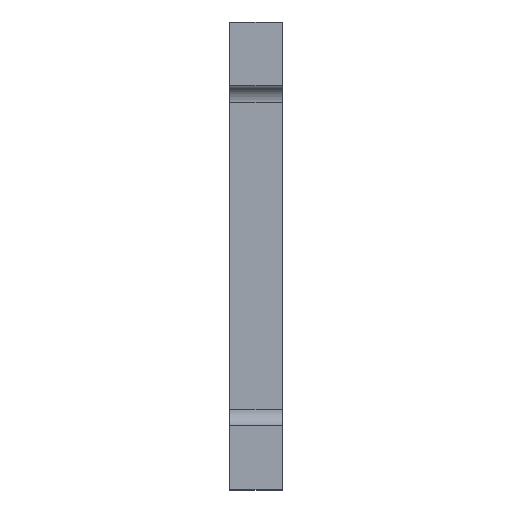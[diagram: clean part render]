
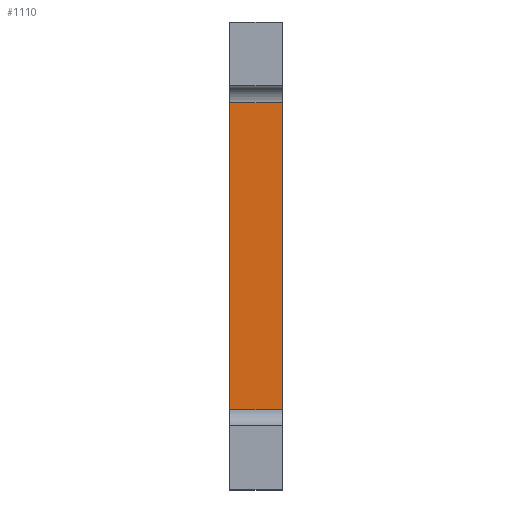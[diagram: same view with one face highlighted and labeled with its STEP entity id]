
A CAD part, top view. The second image highlights one B-rep face of the part: STEP entity #1110.
In plain terms, the highlighted planar face has unit normal (0, 0, 1).
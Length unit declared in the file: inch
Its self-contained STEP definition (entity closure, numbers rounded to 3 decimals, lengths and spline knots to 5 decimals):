
#11=DIRECTION('',(0.,-1.,0.));
#12=VECTOR('',#11,1.136);
#13=CARTESIAN_POINT('',(0.,0.568,-0.35706));
#14=LINE('',#13,#12);
#111=DIRECTION('',(0.,-1.,0.));
#112=VECTOR('',#111,1.136);
#113=CARTESIAN_POINT('',(0.196,0.568,-0.35706));
#114=LINE('',#113,#112);
#253=DIRECTION('',(1.,0.,0.));
#254=VECTOR('',#253,0.196);
#255=CARTESIAN_POINT('',(0.,0.568,-0.35706));
#256=LINE('',#255,#254);
#257=DIRECTION('',(1.,0.,0.));
#258=VECTOR('',#257,0.196);
#259=CARTESIAN_POINT('',(0.,-0.568,-0.35706));
#260=LINE('',#259,#258);
#754=CARTESIAN_POINT('',(0.,0.568,-0.35706));
#755=CARTESIAN_POINT('',(0.196,0.568,-0.35706));
#756=VERTEX_POINT('',#754);
#757=VERTEX_POINT('',#755);
#766=CARTESIAN_POINT('',(0.,-0.568,-0.35706));
#767=CARTESIAN_POINT('',(0.196,-0.568,-0.35706));
#768=VERTEX_POINT('',#766);
#769=VERTEX_POINT('',#767);
#1098=CARTESIAN_POINT('',(0.,0.63,-0.35706));
#1099=DIRECTION('',(0.,0.,1.));
#1100=DIRECTION('',(0.,-1.,0.));
#1101=AXIS2_PLACEMENT_3D('',#1098,#1099,#1100);
#1102=PLANE('',#1101);
#1104=ORIENTED_EDGE('',*,*,#1103,.T.);
#1105=ORIENTED_EDGE('',*,*,#899,.T.);
#1106=ORIENTED_EDGE('',*,*,#1092,.F.);
#1107=ORIENTED_EDGE('',*,*,#827,.F.);
#1108=EDGE_LOOP('',(#1104,#1105,#1106,#1107));
#1109=FACE_OUTER_BOUND('',#1108,.F.);
#1110=ADVANCED_FACE('',(#1109),#1102,.T.);
#827=EDGE_CURVE('',#756,#768,#14,.T.);
#899=EDGE_CURVE('',#757,#769,#114,.T.);
#1092=EDGE_CURVE('',#768,#769,#260,.T.);
#1103=EDGE_CURVE('',#756,#757,#256,.T.);
